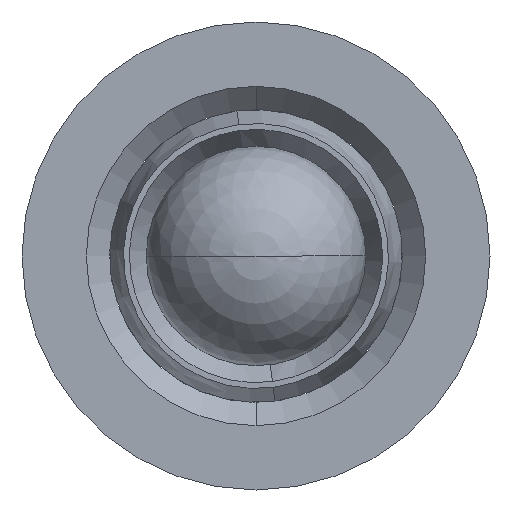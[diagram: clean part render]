
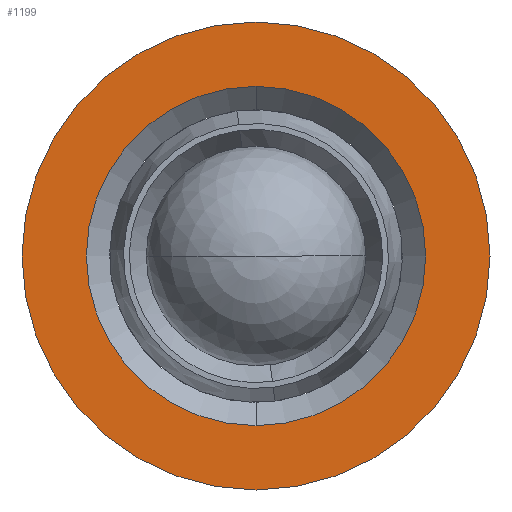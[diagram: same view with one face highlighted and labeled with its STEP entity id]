
A CAD part, left-side view. The second image highlights one B-rep face of the part: STEP entity #1199.
In plain terms, the highlighted planar face has unit normal (-1, 0, 0).
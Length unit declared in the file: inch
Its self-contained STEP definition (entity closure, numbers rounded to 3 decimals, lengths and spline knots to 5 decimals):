
#201 = DIRECTION ( 'NONE',  ( 0., 0., 1. ) ) ;
#248 = CIRCLE ( 'NONE', #263, 0.2 ) ;
#258 = DIRECTION ( 'NONE',  ( -1., 0., 0. ) ) ;
#263 = AXIS2_PLACEMENT_3D ( 'NONE', #265, #258, #201 ) ;
#265 = CARTESIAN_POINT ( 'NONE',  ( 0.05657, 0.03716, 0.07494 ) ) ;
#475 = AXIS2_PLACEMENT_3D ( 'NONE', #619, #505, #504 ) ;
#504 = DIRECTION ( 'NONE',  ( 0., 0., -1. ) ) ;
#505 = DIRECTION ( 'NONE',  ( 1., 0., 0. ) ) ;
#506 = CARTESIAN_POINT ( 'NONE',  ( 0.05657, 0.03716, 0.27494 ) ) ;
#508 = CARTESIAN_POINT ( 'NONE',  ( 0.05657, 0.03716, -0.12506 ) ) ;
#509 = CIRCLE ( 'NONE', #475, 0.145 ) ;
#549 = CARTESIAN_POINT ( 'NONE',  ( 0.05657, 0.03716, 0.07494 ) ) ;
#554 = CIRCLE ( 'NONE', #615, 0.2 ) ;
#613 = DIRECTION ( 'NONE',  ( 0., 0., 1. ) ) ;
#614 = DIRECTION ( 'NONE',  ( -1., 0., 0. ) ) ;
#615 = AXIS2_PLACEMENT_3D ( 'NONE', #549, #614, #613 ) ;
#619 = CARTESIAN_POINT ( 'NONE',  ( 0.05657, 0.03716, 0.07494 ) ) ;
#635 = CARTESIAN_POINT ( 'NONE',  ( 0.05657, 0.03716, 0.21994 ) ) ;
#648 = CARTESIAN_POINT ( 'NONE',  ( 0.05657, 0.03716, -0.07006 ) ) ;
#824 = DIRECTION ( 'NONE',  ( 0., 0., -1. ) ) ;
#825 = DIRECTION ( 'NONE',  ( 1., 0., 0. ) ) ;
#826 = CARTESIAN_POINT ( 'NONE',  ( 0.05657, 0.16216, 0.07494 ) ) ;
#829 = PLANE ( 'NONE',  #836 ) ;
#831 = FACE_BOUND ( 'NONE', #1160, .T. ) ;
#836 = AXIS2_PLACEMENT_3D ( 'NONE', #826, #825, #824 ) ;
#850 = DIRECTION ( 'NONE',  ( 0., 0., -1. ) ) ;
#851 = DIRECTION ( 'NONE',  ( 1., 0., 0. ) ) ;
#854 = CIRCLE ( 'NONE', #857, 0.145 ) ;
#857 = AXIS2_PLACEMENT_3D ( 'NONE', #865, #851, #850 ) ;
#865 = CARTESIAN_POINT ( 'NONE',  ( 0.05657, 0.03716, 0.07494 ) ) ;
#866 = FACE_OUTER_BOUND ( 'NONE', #1162, .T. ) ;
#1092 = EDGE_CURVE ( 'NONE', #1100, #1099, #554, .T. ) ;
#1094 = ORIENTED_EDGE ( 'NONE', *, *, #1250, .T. ) ;
#1095 = ORIENTED_EDGE ( 'NONE', *, *, #1092, .T. ) ;
#1096 = EDGE_CURVE ( 'NONE', #1171, #1177, #509, .T. ) ;
#1097 = ORIENTED_EDGE ( 'NONE', *, *, #1096, .T. ) ;
#1099 = VERTEX_POINT ( 'NONE', #506 ) ;
#1100 = VERTEX_POINT ( 'NONE', #508 ) ;
#1107 = ORIENTED_EDGE ( 'NONE', *, *, #1192, .T. ) ;
#1160 = EDGE_LOOP ( 'NONE', ( #1107, #1097 ) ) ;
#1162 = EDGE_LOOP ( 'NONE', ( #1094, #1095 ) ) ;
#1171 = VERTEX_POINT ( 'NONE', #648 ) ;
#1177 = VERTEX_POINT ( 'NONE', #635 ) ;
#1192 = EDGE_CURVE ( 'NONE', #1177, #1171, #854, .T. ) ;
#1199 = ADVANCED_FACE ( 'NONE', ( #831, #866 ), #829, .F. ) ;
#1250 = EDGE_CURVE ( 'NONE', #1099, #1100, #248, .T. ) ;
